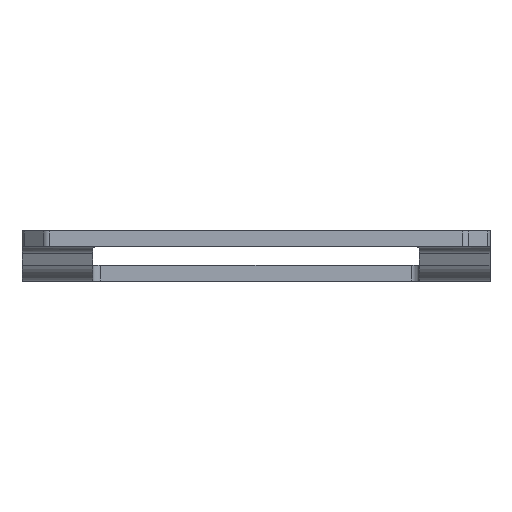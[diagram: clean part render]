
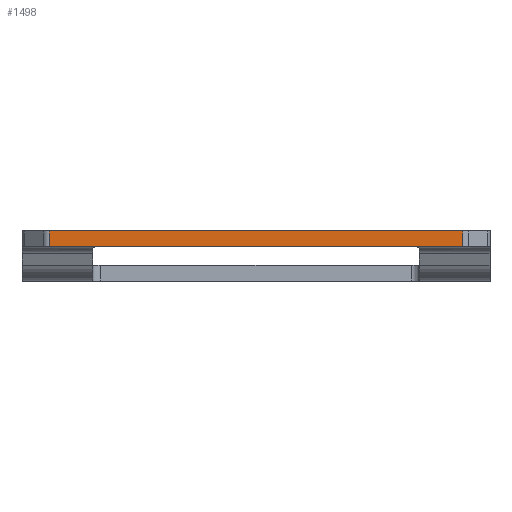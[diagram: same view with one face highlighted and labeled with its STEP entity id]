
A CAD part, front view. The second image highlights one B-rep face of the part: STEP entity #1498.
In plain terms, the highlighted planar face has unit normal (0, -1, 0).
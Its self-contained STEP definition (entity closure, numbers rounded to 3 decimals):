
#25 = AXIS2_PLACEMENT_3D ( 'NONE', #99, #1425, #2771 ) ;
#68 = VERTEX_POINT ( 'NONE', #1489 ) ;
#99 = CARTESIAN_POINT ( 'NONE',  ( -29.35, -21.6, 2.3 ) ) ;
#156 = CARTESIAN_POINT ( 'NONE',  ( -25.936, -21.6, 4.3 ) ) ;
#177 = VERTEX_POINT ( 'NONE', #156 ) ;
#464 = ORIENTED_EDGE ( 'NONE', *, *, #1500, .T. ) ;
#539 = LINE ( 'NONE', #2503, #1467 ) ;
#623 = VECTOR ( 'NONE', #861, 1000. ) ;
#630 = ORIENTED_EDGE ( 'NONE', *, *, #2262, .T. ) ;
#821 = VECTOR ( 'NONE', #1892, 1000. ) ;
#861 = DIRECTION ( 'NONE',  ( 0., 0., 1. ) ) ;
#1049 = EDGE_CURVE ( 'NONE', #177, #2875, #1501, .T. ) ;
#1087 = LINE ( 'NONE', #2023, #623 ) ;
#1143 = CARTESIAN_POINT ( 'NONE',  ( 25.936, -21.6, 4.3 ) ) ;
#1250 = EDGE_CURVE ( 'NONE', #177, #1884, #539, .T. ) ;
#1348 = FACE_OUTER_BOUND ( 'NONE', #2604, .T. ) ;
#1425 = DIRECTION ( 'NONE',  ( 0., -1., 0. ) ) ;
#1454 = CARTESIAN_POINT ( 'NONE',  ( -29.35, -21.6, 2.3 ) ) ;
#1467 = VECTOR ( 'NONE', #1627, 1000. ) ;
#1489 = CARTESIAN_POINT ( 'NONE',  ( 25.936, -21.6, 2.3 ) ) ;
#1498 = ADVANCED_FACE ( 'NONE', ( #1348 ), #1879, .T. ) ;
#1500 = EDGE_CURVE ( 'NONE', #2875, #68, #2029, .T. ) ;
#1501 = LINE ( 'NONE', #1509, #2741 ) ;
#1509 = CARTESIAN_POINT ( 'NONE',  ( -25.936, -21.6, 2.3 ) ) ;
#1627 = DIRECTION ( 'NONE',  ( 1., 0., 0. ) ) ;
#1720 = DIRECTION ( 'NONE',  ( 0., 0., -1. ) ) ;
#1879 = PLANE ( 'NONE',  #25 ) ;
#1884 = VERTEX_POINT ( 'NONE', #1143 ) ;
#1892 = DIRECTION ( 'NONE',  ( 1., 0., 0. ) ) ;
#2023 = CARTESIAN_POINT ( 'NONE',  ( 25.936, -21.6, 2.3 ) ) ;
#2029 = LINE ( 'NONE', #1454, #821 ) ;
#2262 = EDGE_CURVE ( 'NONE', #68, #1884, #1087, .T. ) ;
#2309 = ORIENTED_EDGE ( 'NONE', *, *, #1250, .F. ) ;
#2354 = CARTESIAN_POINT ( 'NONE',  ( -25.936, -21.6, 2.3 ) ) ;
#2503 = CARTESIAN_POINT ( 'NONE',  ( -29.35, -21.6, 4.3 ) ) ;
#2570 = ORIENTED_EDGE ( 'NONE', *, *, #1049, .T. ) ;
#2604 = EDGE_LOOP ( 'NONE', ( #2309, #2570, #464, #630 ) ) ;
#2741 = VECTOR ( 'NONE', #1720, 1000. ) ;
#2771 = DIRECTION ( 'NONE',  ( 0., 0., -1. ) ) ;
#2875 = VERTEX_POINT ( 'NONE', #2354 ) ;
